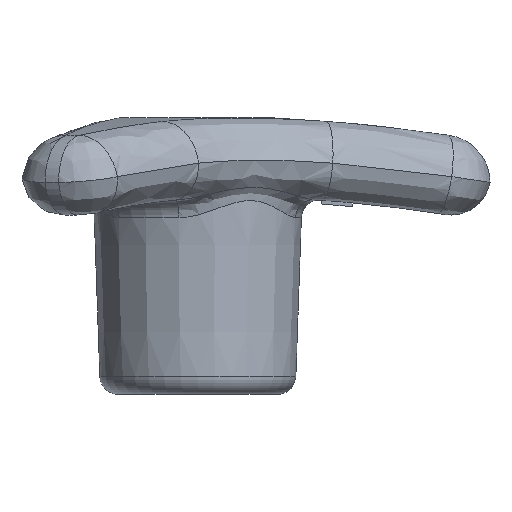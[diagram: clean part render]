
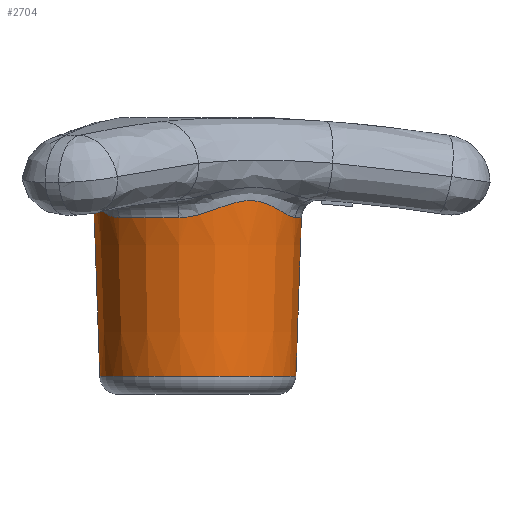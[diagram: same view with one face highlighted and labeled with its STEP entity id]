
A CAD part, front view. The second image highlights one B-rep face of the part: STEP entity #2704.
In plain terms, the highlighted conical face has half-angle 2 degrees and reference radius 10.5 mm.
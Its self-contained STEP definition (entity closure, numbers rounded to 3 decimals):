
#71=B_SPLINE_CURVE_WITH_KNOTS('',3,(#6797,#6798,#6799,#6800,#6801,#6802,
#6803,#6804,#6805,#6806,#6807),.UNSPECIFIED.,.F.,.F.,(4,1,1,1,1,1,1,1,4),
(0.,0.002,0.004,0.006,0.008,
0.01,0.012,0.014,0.017),
 .UNSPECIFIED.);
#73=B_SPLINE_CURVE_WITH_KNOTS('',3,(#6861,#6862,#6863,#6864,#6865,#6866,
#6867,#6868,#6869,#6870,#6871),.UNSPECIFIED.,.F.,.F.,(4,1,1,1,1,1,1,1,4),
(0.,0.002,0.004,0.006,0.008,
0.01,0.012,0.014,0.016),
 .UNSPECIFIED.);
#77=B_SPLINE_CURVE_WITH_KNOTS('',3,(#6925,#6926,#6927,#6928,#6929,#6930,
#6931,#6932,#6933,#6934,#6935),.UNSPECIFIED.,.F.,.F.,(4,1,1,1,1,1,1,1,4),
(0.,0.002,0.004,0.006,0.008,
0.01,0.012,0.014,0.017),
 .UNSPECIFIED.);
#865=ORIENTED_EDGE('',*,*,#1160,.T.);
#866=ORIENTED_EDGE('',*,*,#1159,.T.);
#867=ORIENTED_EDGE('',*,*,#1158,.T.);
#868=ORIENTED_EDGE('',*,*,#1155,.T.);
#869=ORIENTED_EDGE('',*,*,#1153,.T.);
#870=ORIENTED_EDGE('',*,*,#1152,.T.);
#871=ORIENTED_EDGE('',*,*,#1150,.T.);
#1150=EDGE_CURVE('',#1341,#1342,#71,.T.);
#1152=EDGE_CURVE('',#1343,#1341,#1507,.T.);
#1153=EDGE_CURVE('',#1344,#1343,#73,.T.);
#1155=EDGE_CURVE('',#1345,#1344,#1508,.T.);
#1158=EDGE_CURVE('',#1346,#1345,#77,.T.);
#1159=EDGE_CURVE('',#1342,#1346,#1509,.T.);
#1160=EDGE_CURVE('',#1347,#1347,#1510,.F.);
#1341=VERTEX_POINT('',#6790);
#1342=VERTEX_POINT('',#6796);
#1343=VERTEX_POINT('',#6814);
#1344=VERTEX_POINT('',#6872);
#1345=VERTEX_POINT('',#6880);
#1346=VERTEX_POINT('',#6924);
#1347=VERTEX_POINT('',#6940);
#1507=CIRCLE('',#2947,11.165);
#1508=CIRCLE('',#2949,11.165);
#1509=CIRCLE('',#2951,11.165);
#1510=CIRCLE('',#2953,10.567);
#1639=EDGE_LOOP('',(#865));
#1640=EDGE_LOOP('',(#866,#867,#868,#869,#870,#871));
#1772=FACE_BOUND('',#1639,.T.);
#1773=FACE_BOUND('',#1640,.T.);
#1782=CONICAL_SURFACE('',#2952,10.5,0.035);
#2704=ADVANCED_FACE('',(#1772,#1773),#1782,.T.);
#2947=AXIS2_PLACEMENT_3D('',#6815,#3479,#3480);
#2949=AXIS2_PLACEMENT_3D('',#6879,#3483,#3484);
#2951=AXIS2_PLACEMENT_3D('',#6937,#3487,#3488);
#2952=AXIS2_PLACEMENT_3D('',#6938,#3489,#3490);
#2953=AXIS2_PLACEMENT_3D('',#6939,#3491,#3492);
#3479=DIRECTION('',(0.,0.,-1.));
#3480=DIRECTION('',(-1.,0.,0.));
#3483=DIRECTION('',(0.,0.,-1.));
#3484=DIRECTION('',(-1.,0.,0.));
#3487=DIRECTION('',(0.,0.,-1.));
#3488=DIRECTION('',(-1.,0.,0.));
#3489=DIRECTION('',(0.,0.,1.));
#3490=DIRECTION('',(1.,0.,0.));
#3491=DIRECTION('',(0.,0.,-1.));
#3492=DIRECTION('',(-1.,0.,0.));
#6790=CARTESIAN_POINT('',(-2.046,10.976,19.05));
#6796=CARTESIAN_POINT('',(10.529,3.716,19.05));
#6797=CARTESIAN_POINT('',(-2.046,10.976,19.05));
#6798=CARTESIAN_POINT('',(-1.367,11.103,19.05));
#6799=CARTESIAN_POINT('',(-0.007,11.232,19.283));
#6800=CARTESIAN_POINT('',(1.918,11.086,19.954));
#6801=CARTESIAN_POINT('',(3.786,10.625,20.661));
#6802=CARTESIAN_POINT('',(5.656,9.782,21.019));
#6803=CARTESIAN_POINT('',(7.331,8.571,20.652));
#6804=CARTESIAN_POINT('',(8.645,7.199,19.951));
#6805=CARTESIAN_POINT('',(9.745,5.584,19.276));
#6806=CARTESIAN_POINT('',(10.299,4.368,19.05));
#6807=CARTESIAN_POINT('',(10.529,3.716,19.05));
#6814=CARTESIAN_POINT('',(-8.483,7.26,19.05));
#6815=CARTESIAN_POINT('',(0.,0.,19.05));
#6861=CARTESIAN_POINT('',(-8.483,-7.26,19.05));
#6862=CARTESIAN_POINT('',(-8.931,-6.736,19.05));
#6863=CARTESIAN_POINT('',(-9.709,-5.645,19.277));
#6864=CARTESIAN_POINT('',(-10.556,-3.891,19.95));
#6865=CARTESIAN_POINT('',(-11.089,-2.061,20.652));
#6866=CARTESIAN_POINT('',(-11.298,-0.023,21.018));
#6867=CARTESIAN_POINT('',(-11.098,2.021,20.665));
#6868=CARTESIAN_POINT('',(-10.56,3.881,19.955));
#6869=CARTESIAN_POINT('',(-9.73,5.612,19.286));
#6870=CARTESIAN_POINT('',(-8.933,6.734,19.05));
#6871=CARTESIAN_POINT('',(-8.483,7.26,19.05));
#6872=CARTESIAN_POINT('',(-8.483,-7.26,19.05));
#6879=CARTESIAN_POINT('',(0.,0.,19.05));
#6880=CARTESIAN_POINT('',(-2.046,-10.976,19.05));
#6924=CARTESIAN_POINT('',(10.529,-3.717,19.05));
#6925=CARTESIAN_POINT('',(10.529,-3.717,19.05));
#6926=CARTESIAN_POINT('',(10.299,-4.368,19.05));
#6927=CARTESIAN_POINT('',(9.731,-5.61,19.283));
#6928=CARTESIAN_POINT('',(8.642,-7.204,19.954));
#6929=CARTESIAN_POINT('',(7.308,-8.592,20.661));
#6930=CARTESIAN_POINT('',(5.643,-9.789,21.019));
#6931=CARTESIAN_POINT('',(3.757,-10.635,20.652));
#6932=CARTESIAN_POINT('',(1.912,-11.087,19.951));
#6933=CARTESIAN_POINT('',(-0.037,-11.231,19.276));
#6934=CARTESIAN_POINT('',(-1.366,-11.103,19.05));
#6935=CARTESIAN_POINT('',(-2.046,-10.976,19.05));
#6937=CARTESIAN_POINT('',(0.,0.,19.05));
#6938=CARTESIAN_POINT('',(0.,0.,0.));
#6939=CARTESIAN_POINT('',(0.,0.,1.93));
#6940=CARTESIAN_POINT('',(-10.567,0.,1.93));
